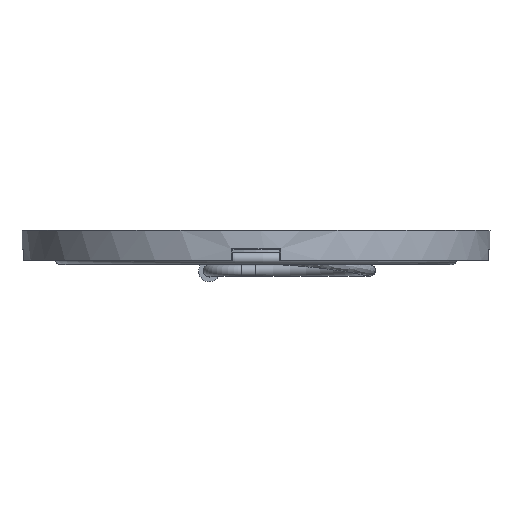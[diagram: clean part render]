
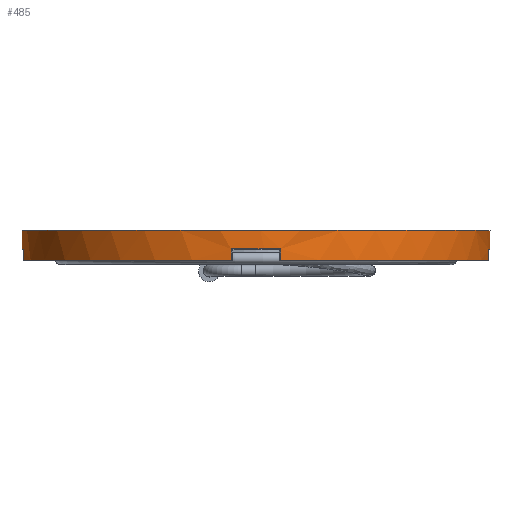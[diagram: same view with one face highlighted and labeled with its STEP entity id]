
A CAD part, top view. The second image highlights one B-rep face of the part: STEP entity #485.
In plain terms, the highlighted cylindrical face has radius 25 mm (diameter 50 mm), a partial arc.
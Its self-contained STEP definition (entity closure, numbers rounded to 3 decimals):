
#485 = ADVANCED_FACE( '', ( #1037 ), #1038, .T. );
#1037 = FACE_OUTER_BOUND( '', #2401, .T. );
#1038 = CYLINDRICAL_SURFACE( '', #2402, 25. );
#2401 = EDGE_LOOP( '', ( #4430, #4431, #4432, #4433, #4434, #4435, #4436, #4437, #4438, #4439, #4440, #4441, #4442, #4443, #4444, #4445 ) );
#2402 = AXIS2_PLACEMENT_3D( '', #4446, #4447, #4448 );
#4430 = ORIENTED_EDGE( '', *, *, #5203, .T. );
#4431 = ORIENTED_EDGE( '', *, *, #5407, .F. );
#4432 = ORIENTED_EDGE( '', *, *, #4985, .F. );
#4433 = ORIENTED_EDGE( '', *, *, #5390, .F. );
#4434 = ORIENTED_EDGE( '', *, *, #5408, .F. );
#4435 = ORIENTED_EDGE( '', *, *, #5118, .T. );
#4436 = ORIENTED_EDGE( '', *, *, #4981, .F. );
#4437 = ORIENTED_EDGE( '', *, *, #5371, .F. );
#4438 = ORIENTED_EDGE( '', *, *, #5333, .F. );
#4439 = ORIENTED_EDGE( '', *, *, #5378, .T. );
#4440 = ORIENTED_EDGE( '', *, *, #5001, .F. );
#4441 = ORIENTED_EDGE( '', *, *, #5409, .F. );
#4442 = ORIENTED_EDGE( '', *, *, #5410, .T. );
#4443 = ORIENTED_EDGE( '', *, *, #5411, .T. );
#4444 = ORIENTED_EDGE( '', *, *, #4997, .F. );
#4445 = ORIENTED_EDGE( '', *, *, #5302, .T. );
#4446 = CARTESIAN_POINT( '', ( 0., -2., 0. ) );
#4447 = DIRECTION( '', ( 0., -1., 0. ) );
#4448 = DIRECTION( '', ( 0., 0., 1. ) );
#4981 = EDGE_CURVE( '', #5553, #5555, #5556, .T. );
#4985 = EDGE_CURVE( '', #5561, #5563, #5564, .T. );
#4997 = EDGE_CURVE( '', #5585, #5587, #5588, .T. );
#5001 = EDGE_CURVE( '', #5593, #5595, #5596, .T. );
#5118 = EDGE_CURVE( '', #5794, #5555, #5795, .T. );
#5203 = EDGE_CURVE( '', #5922, #5920, #5923, .T. );
#5302 = EDGE_CURVE( '', #5585, #5922, #6063, .T. );
#5333 = EDGE_CURVE( '', #6101, #6099, #6103, .T. );
#5371 = EDGE_CURVE( '', #6099, #5553, #6152, .T. );
#5378 = EDGE_CURVE( '', #6101, #5595, #6159, .T. );
#5390 = EDGE_CURVE( '', #6171, #5561, #6173, .T. );
#5407 = EDGE_CURVE( '', #5563, #5920, #6191, .T. );
#5408 = EDGE_CURVE( '', #5794, #6171, #6192, .T. );
#5409 = EDGE_CURVE( '', #6193, #5593, #6194, .T. );
#5410 = EDGE_CURVE( '', #6193, #6195, #6196, .T. );
#5411 = EDGE_CURVE( '', #6195, #5587, #6197, .T. );
#5553 = VERTEX_POINT( '', #6616 );
#5555 = VERTEX_POINT( '', #6619 );
#5556 = CIRCLE( '', #6620, 25. );
#5561 = VERTEX_POINT( '', #6626 );
#5563 = VERTEX_POINT( '', #6629 );
#5564 = CIRCLE( '', #6630, 25. );
#5585 = VERTEX_POINT( '', #6658 );
#5587 = VERTEX_POINT( '', #6661 );
#5588 = CIRCLE( '', #6662, 25. );
#5593 = VERTEX_POINT( '', #6668 );
#5595 = VERTEX_POINT( '', #6671 );
#5596 = CIRCLE( '', #6672, 25. );
#5794 = VERTEX_POINT( '', #7186 );
#5795 = LINE( '', #7187, #7188 );
#5920 = VERTEX_POINT( '', #7634 );
#5922 = VERTEX_POINT( '', #7637 );
#5923 = CIRCLE( '', #7638, 25. );
#6063 = LINE( '', #8134, #8135 );
#6099 = VERTEX_POINT( '', #8243 );
#6101 = VERTEX_POINT( '', #8246 );
#6103 = CIRCLE( '', #8249, 25. );
#6152 = LINE( '', #8550, #8551 );
#6159 = LINE( '', #8560, #8561 );
#6171 = VERTEX_POINT( '', #8577 );
#6173 = LINE( '', #8580, #8581 );
#6191 = LINE( '', #8638, #8639 );
#6192 = CIRCLE( '', #8640, 25. );
#6193 = VERTEX_POINT( '', #8641 );
#6194 = LINE( '', #8642, #8643 );
#6195 = VERTEX_POINT( '', #8644 );
#6196 = CIRCLE( '', #8645, 25. );
#6197 = LINE( '', #8646, #8647 );
#6616 = CARTESIAN_POINT( '', ( 2.66, -2., 24.858 ) );
#6619 = CARTESIAN_POINT( '', ( -2.66, -2., 24.858 ) );
#6620 = AXIS2_PLACEMENT_3D( '', #8786, #8787, #8788 );
#6626 = CARTESIAN_POINT( '', ( -24.858, -2., 2.66 ) );
#6629 = CARTESIAN_POINT( '', ( -24.98, -2., 1. ) );
#6630 = AXIS2_PLACEMENT_3D( '', #8794, #8795, #8796 );
#6658 = CARTESIAN_POINT( '', ( 9., -2., -23.324 ) );
#6661 = CARTESIAN_POINT( '', ( 9.574, -2., -23.094 ) );
#6662 = AXIS2_PLACEMENT_3D( '', #8814, #8815, #8816 );
#6668 = CARTESIAN_POINT( '', ( 24.858, -2., -2.66 ) );
#6671 = CARTESIAN_POINT( '', ( 24.858, -2., 2.66 ) );
#6672 = AXIS2_PLACEMENT_3D( '', #8822, #8823, #8824 );
#7186 = CARTESIAN_POINT( '', ( -2.66, -3.2, 24.858 ) );
#7187 = CARTESIAN_POINT( '', ( -2.66, -3.2, 24.858 ) );
#7188 = VECTOR( '', #8914, 1000. );
#7634 = CARTESIAN_POINT( '', ( -24.98, 0., 1. ) );
#7637 = CARTESIAN_POINT( '', ( 9., 0., -23.324 ) );
#7638 = AXIS2_PLACEMENT_3D( '', #8971, #8972, #8973 );
#8134 = CARTESIAN_POINT( '', ( 9., -2., -23.324 ) );
#8135 = VECTOR( '', #9057, 1000. );
#8243 = CARTESIAN_POINT( '', ( 2.66, -3.2, 24.858 ) );
#8246 = CARTESIAN_POINT( '', ( 24.858, -3.2, 2.66 ) );
#8249 = AXIS2_PLACEMENT_3D( '', #9073, #9074, #9075 );
#8550 = CARTESIAN_POINT( '', ( 2.66, -3.2, 24.858 ) );
#8551 = VECTOR( '', #9098, 1000. );
#8560 = CARTESIAN_POINT( '', ( 24.858, -3.2, 2.66 ) );
#8561 = VECTOR( '', #9101, 1000. );
#8577 = CARTESIAN_POINT( '', ( -24.858, -3.2, 2.66 ) );
#8580 = CARTESIAN_POINT( '', ( -24.858, -3.2, 2.66 ) );
#8581 = VECTOR( '', #9110, 1000. );
#8638 = CARTESIAN_POINT( '', ( -24.98, -2., 1. ) );
#8639 = VECTOR( '', #9114, 1000. );
#8640 = AXIS2_PLACEMENT_3D( '', #9115, #9116, #9117 );
#8641 = CARTESIAN_POINT( '', ( 24.858, -3.2, -2.66 ) );
#8642 = CARTESIAN_POINT( '', ( 24.858, -3.2, -2.66 ) );
#8643 = VECTOR( '', #9118, 1000. );
#8644 = CARTESIAN_POINT( '', ( 9.574, -3.2, -23.094 ) );
#8645 = AXIS2_PLACEMENT_3D( '', #9119, #9120, #9121 );
#8646 = CARTESIAN_POINT( '', ( 9.574, -3.2, -23.094 ) );
#8647 = VECTOR( '', #9122, 1000. );
#8786 = CARTESIAN_POINT( '', ( 0., -2., 0. ) );
#8787 = DIRECTION( '', ( 0., -1., 0. ) );
#8788 = DIRECTION( '', ( -1., 0., 0. ) );
#8794 = CARTESIAN_POINT( '', ( 0., -2., 0. ) );
#8795 = DIRECTION( '', ( 0., -1., 0. ) );
#8796 = DIRECTION( '', ( -1., 0., 0. ) );
#8814 = CARTESIAN_POINT( '', ( 0., -2., 0. ) );
#8815 = DIRECTION( '', ( 0., -1., 0. ) );
#8816 = DIRECTION( '', ( -1., 0., 0. ) );
#8822 = CARTESIAN_POINT( '', ( 0., -2., 0. ) );
#8823 = DIRECTION( '', ( 0., -1., 0. ) );
#8824 = DIRECTION( '', ( -1., 0., 0. ) );
#8914 = DIRECTION( '', ( 0., 1., 0. ) );
#8971 = CARTESIAN_POINT( '', ( 0., 0., 0. ) );
#8972 = DIRECTION( '', ( 0., -1., 0. ) );
#8973 = DIRECTION( '', ( -1., 0., 0. ) );
#9057 = DIRECTION( '', ( 0., 1., 0. ) );
#9073 = CARTESIAN_POINT( '', ( 0., -3.2, 0. ) );
#9074 = DIRECTION( '', ( 0., -1., 0. ) );
#9075 = DIRECTION( '', ( -1., 0., 0. ) );
#9098 = DIRECTION( '', ( 0., 1., 0. ) );
#9101 = DIRECTION( '', ( 0., 1., 0. ) );
#9110 = DIRECTION( '', ( 0., 1., 0. ) );
#9114 = DIRECTION( '', ( 0., 1., 0. ) );
#9115 = CARTESIAN_POINT( '', ( 0., -3.2, 0. ) );
#9116 = DIRECTION( '', ( 0., -1., 0. ) );
#9117 = DIRECTION( '', ( 1., 0., 0. ) );
#9118 = DIRECTION( '', ( 0., 1., 0. ) );
#9119 = CARTESIAN_POINT( '', ( 0., -3.2, 0. ) );
#9120 = DIRECTION( '', ( 0., 1., 0. ) );
#9121 = DIRECTION( '', ( -1., 0., 0. ) );
#9122 = DIRECTION( '', ( 0., 1., 0. ) );
